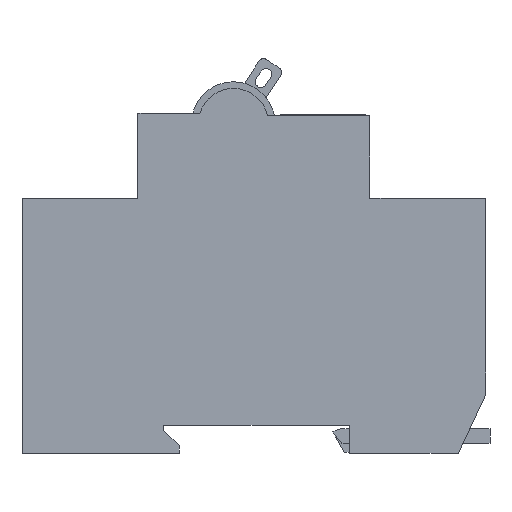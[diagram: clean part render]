
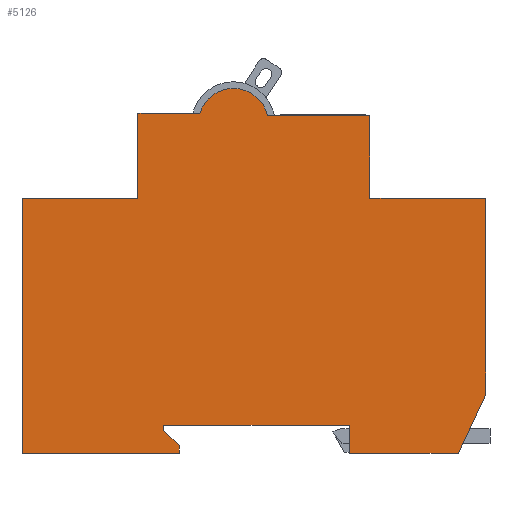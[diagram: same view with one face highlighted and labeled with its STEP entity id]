
A CAD part, left-side view. The second image highlights one B-rep face of the part: STEP entity #5126.
In plain terms, the highlighted planar face has unit normal (-1, 0, 0).
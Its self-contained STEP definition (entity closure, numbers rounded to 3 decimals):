
#705=DIRECTION('',(0.,1.,0.));
#706=VECTOR('',#705,19.868);
#707=CARTESIAN_POINT('',(0.,-22.5,60.));
#708=LINE('',#707,#706);
#712=DIRECTION('',(0.,0.,1.));
#713=VECTOR('',#712,16.);
#714=CARTESIAN_POINT('',(0.,-22.5,44.));
#715=LINE('',#714,#713);
#719=DIRECTION('',(0.,1.,0.));
#720=VECTOR('',#719,22.5);
#721=CARTESIAN_POINT('',(0.,-45.,44.));
#722=LINE('',#721,#720);
#726=DIRECTION('',(0.,0.,1.));
#727=VECTOR('',#726,38.);
#728=CARTESIAN_POINT('',(0.,-45.,6.));
#729=LINE('',#728,#727);
#733=DIRECTION('',(0.,-0.423,0.906));
#734=VECTOR('',#733,12.689);
#735=CARTESIAN_POINT('',(0.,-39.637,-5.5));
#736=LINE('',#735,#734);
#740=DIRECTION('',(0.,-1.,0.));
#741=VECTOR('',#740,21.137);
#742=CARTESIAN_POINT('',(0.,-18.5,-5.5));
#743=LINE('',#742,#741);
#747=DIRECTION('',(0.,0.,-1.));
#748=VECTOR('',#747,5.5);
#749=CARTESIAN_POINT('',(0.,-18.5,0.));
#750=LINE('',#749,#748);
#754=DIRECTION('',(0.,-1.,0.));
#755=VECTOR('',#754,36.);
#756=CARTESIAN_POINT('',(0.,17.5,0.));
#757=LINE('',#756,#755);
#761=DIRECTION('',(0.,0.,1.));
#762=VECTOR('',#761,1.);
#763=CARTESIAN_POINT('',(0.,17.5,-1.));
#764=LINE('',#763,#762);
#768=DIRECTION('',(0.,0.707,0.707));
#769=VECTOR('',#768,4.243);
#770=CARTESIAN_POINT('',(0.,14.5,-4.));
#771=LINE('',#770,#769);
#775=DIRECTION('',(0.,0.,1.));
#776=VECTOR('',#775,1.5);
#777=CARTESIAN_POINT('',(0.,14.5,-5.5));
#778=LINE('',#777,#776);
#782=DIRECTION('',(0.,-1.,0.));
#783=VECTOR('',#782,30.5);
#784=CARTESIAN_POINT('',(0.,45.,-5.5));
#785=LINE('',#784,#783);
#789=DIRECTION('',(0.,0.,-1.));
#790=VECTOR('',#789,49.5);
#791=CARTESIAN_POINT('',(0.,45.,44.));
#792=LINE('',#791,#790);
#796=DIRECTION('',(0.,1.,0.));
#797=VECTOR('',#796,22.5);
#798=CARTESIAN_POINT('',(0.,22.5,44.));
#799=LINE('',#798,#797);
#803=DIRECTION('',(0.,0.,-1.));
#804=VECTOR('',#803,16.5);
#805=CARTESIAN_POINT('',(0.,22.5,60.5));
#806=LINE('',#805,#804);
#810=DIRECTION('',(0.,1.,0.));
#811=VECTOR('',#810,12.001);
#812=CARTESIAN_POINT('',(0.,10.499,60.5));
#813=LINE('',#812,#811);
#817=CARTESIAN_POINT('',(0.,4.,58.5));
#818=DIRECTION('',(-1.,0.,0.));
#819=DIRECTION('',(0.,0.,1.));
#820=AXIS2_PLACEMENT_3D('',#817,#818,#819);
#825=CARTESIAN_POINT('',(0.,4.,58.5));
#826=DIRECTION('',(-1.,0.,0.));
#827=DIRECTION('',(0.,-0.975,0.221));
#828=AXIS2_PLACEMENT_3D('',#825,#826,#827);
#4015=CARTESIAN_POINT('',(0.,-2.632,60.));
#4016=VERTEX_POINT('',#4015);
#4017=CARTESIAN_POINT('',(0.,-22.5,60.));
#4018=VERTEX_POINT('',#4017);
#4037=CARTESIAN_POINT('',(0.,4.,65.3));
#4038=CARTESIAN_POINT('',(0.,10.499,60.5));
#4039=VERTEX_POINT('',#4037);
#4040=VERTEX_POINT('',#4038);
#4041=CARTESIAN_POINT('',(0.,22.5,60.5));
#4042=VERTEX_POINT('',#4041);
#4043=CARTESIAN_POINT('',(0.,22.5,44.));
#4044=VERTEX_POINT('',#4043);
#4045=CARTESIAN_POINT('',(0.,45.,44.));
#4046=VERTEX_POINT('',#4045);
#4047=CARTESIAN_POINT('',(0.,45.,-5.5));
#4048=VERTEX_POINT('',#4047);
#4049=CARTESIAN_POINT('',(0.,14.5,-5.5));
#4050=VERTEX_POINT('',#4049);
#4051=CARTESIAN_POINT('',(0.,14.5,-4.));
#4052=VERTEX_POINT('',#4051);
#4053=CARTESIAN_POINT('',(0.,17.5,-1.));
#4054=VERTEX_POINT('',#4053);
#4055=CARTESIAN_POINT('',(0.,17.5,0.));
#4056=VERTEX_POINT('',#4055);
#4057=CARTESIAN_POINT('',(0.,-18.5,0.));
#4058=VERTEX_POINT('',#4057);
#4059=CARTESIAN_POINT('',(0.,-18.5,-5.5));
#4060=VERTEX_POINT('',#4059);
#4061=CARTESIAN_POINT('',(0.,-39.637,-5.5));
#4062=VERTEX_POINT('',#4061);
#4063=CARTESIAN_POINT('',(0.,-45.,6.));
#4064=VERTEX_POINT('',#4063);
#4065=CARTESIAN_POINT('',(0.,-45.,44.));
#4066=VERTEX_POINT('',#4065);
#4067=CARTESIAN_POINT('',(0.,-22.5,44.));
#4068=VERTEX_POINT('',#4067);
#5086=CARTESIAN_POINT('',(0.,4.,58.5));
#5087=DIRECTION('',(1.,0.,0.));
#5088=DIRECTION('',(0.,0.,-1.));
#5089=AXIS2_PLACEMENT_3D('',#5086,#5087,#5088);
#5090=PLANE('',#5089);
#5091=ORIENTED_EDGE('',*,*,#4937,.F.);
#5093=ORIENTED_EDGE('',*,*,#5092,.F.);
#5095=ORIENTED_EDGE('',*,*,#5094,.F.);
#5097=ORIENTED_EDGE('',*,*,#5096,.F.);
#5099=ORIENTED_EDGE('',*,*,#5098,.F.);
#5101=ORIENTED_EDGE('',*,*,#5100,.F.);
#5103=ORIENTED_EDGE('',*,*,#5102,.F.);
#5105=ORIENTED_EDGE('',*,*,#5104,.F.);
#5107=ORIENTED_EDGE('',*,*,#5106,.F.);
#5109=ORIENTED_EDGE('',*,*,#5108,.F.);
#5111=ORIENTED_EDGE('',*,*,#5110,.F.);
#5113=ORIENTED_EDGE('',*,*,#5112,.F.);
#5115=ORIENTED_EDGE('',*,*,#5114,.F.);
#5117=ORIENTED_EDGE('',*,*,#5116,.F.);
#5118=ORIENTED_EDGE('',*,*,#5077,.F.);
#5119=ORIENTED_EDGE('',*,*,#4867,.F.);
#5121=ORIENTED_EDGE('',*,*,#5120,.F.);
#5123=ORIENTED_EDGE('',*,*,#5122,.F.);
#5124=EDGE_LOOP('',(#5091,#5093,#5095,#5097,#5099,#5101,#5103,#5105,#5107,#5109,
#5111,#5113,#5115,#5117,#5118,#5119,#5121,#5123));
#5125=FACE_OUTER_BOUND('',#5124,.F.);
#5126=ADVANCED_FACE('',(#5125),#5090,.F.);
#821=CIRCLE('',#820,6.8);
#829=CIRCLE('',#828,6.8);
#4867=EDGE_CURVE('',#4040,#4042,#813,.T.);
#4937=EDGE_CURVE('',#4018,#4016,#708,.T.);
#5077=EDGE_CURVE('',#4042,#4044,#806,.T.);
#5092=EDGE_CURVE('',#4068,#4018,#715,.T.);
#5094=EDGE_CURVE('',#4066,#4068,#722,.T.);
#5096=EDGE_CURVE('',#4064,#4066,#729,.T.);
#5098=EDGE_CURVE('',#4062,#4064,#736,.T.);
#5100=EDGE_CURVE('',#4060,#4062,#743,.T.);
#5102=EDGE_CURVE('',#4058,#4060,#750,.T.);
#5104=EDGE_CURVE('',#4056,#4058,#757,.T.);
#5106=EDGE_CURVE('',#4054,#4056,#764,.T.);
#5108=EDGE_CURVE('',#4052,#4054,#771,.T.);
#5110=EDGE_CURVE('',#4050,#4052,#778,.T.);
#5112=EDGE_CURVE('',#4048,#4050,#785,.T.);
#5114=EDGE_CURVE('',#4046,#4048,#792,.T.);
#5116=EDGE_CURVE('',#4044,#4046,#799,.T.);
#5120=EDGE_CURVE('',#4039,#4040,#821,.T.);
#5122=EDGE_CURVE('',#4016,#4039,#829,.T.);
